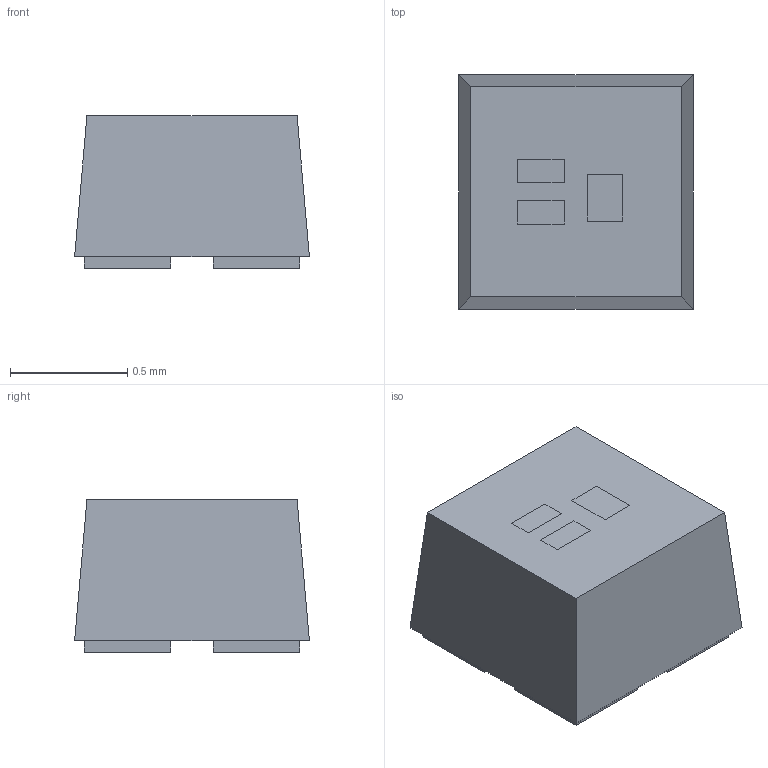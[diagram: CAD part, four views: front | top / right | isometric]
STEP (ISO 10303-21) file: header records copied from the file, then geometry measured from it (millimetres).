
FILE_DESCRIPTION(('FreeCAD Model'),'2;1');
FILE_NAME('UHD1110-FKA.stp', '2019-07-03T11:00:41',('Author'),(''), 'Open CASCADE STEP processor 7.3','FreeCAD','Unknown');
FILE_SCHEMA(('AUTOMOTIVE_DESIGN_CC2 { 1 2 10303 214 -1 1 5 4 }'));
Length unit declared in the file: millimetre
Products named in the file (6): Pad_4; Blue_Die; Body; Green_Die; Red_Die; Pad_123
Bounding box: 1 x 1 x 0.65 mm (x, y, z)
Volume: 0.6 mm3; surface area: 6 mm2
Topology: 8 solids, 8 shells, 64 faces, 135 edges, 90 vertices
Faces by surface type: plane 64
Entity records: 3562 total; most frequent: CARTESIAN_POINT 560, DIRECTION 535, LINE 405, VECTOR 405, ORIENTED_EDGE 270, PCURVE 270, DEFINITIONAL_REPRESENTATION 270, EDGE_CURVE 135
